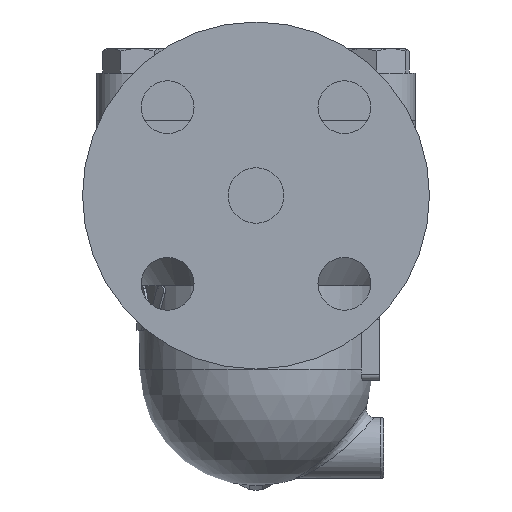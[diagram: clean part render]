
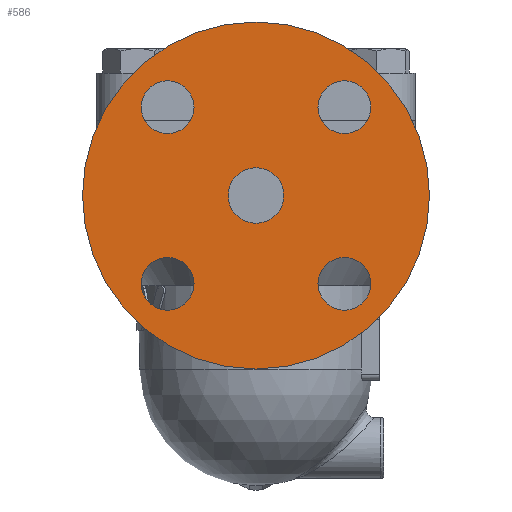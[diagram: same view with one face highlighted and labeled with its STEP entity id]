
A CAD part, left-side view. The second image highlights one B-rep face of the part: STEP entity #586.
In plain terms, the highlighted free-form (B-spline) face has degree [1, 1] with [2, 2] control points.
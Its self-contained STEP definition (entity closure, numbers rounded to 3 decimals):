
#105=CARTESIAN_POINT('',(-144.5,0.,-37.));
#106=VERTEX_POINT('',#105);
#107=CARTESIAN_POINT('',(-144.5,0.0,-27.));
#108=DIRECTION('',(1.0,0.0,0.0));
#109=DIRECTION('',(0.0,0.0,1.0));
#110=AXIS2_PLACEMENT_3D('',#107,#108,#109);
#111=CIRCLE('',#110,10.0);
#112=EDGE_CURVE('',#106,#106,#111,.T.);
#142=CARTESIAN_POINT('',(-144.5,-22.32,4.82));
#143=VERTEX_POINT('',#142);
#144=CARTESIAN_POINT('',(-144.5,-31.82,4.82));
#145=DIRECTION('',(1.0,0.0,0.0));
#146=DIRECTION('',(0.0,1.0,0.0));
#147=AXIS2_PLACEMENT_3D('',#144,#145,#146);
#148=CIRCLE('',#147,9.5);
#149=EDGE_CURVE('',#143,#143,#148,.T.);
#170=CARTESIAN_POINT('',(-144.5,-31.82,-49.32));
#171=VERTEX_POINT('',#170);
#172=CARTESIAN_POINT('',(-144.5,-31.82,-58.82));
#173=DIRECTION('',(1.0,0.0,0.0));
#174=DIRECTION('',(0.0,0.0,1.0));
#175=AXIS2_PLACEMENT_3D('',#172,#173,#174);
#176=CIRCLE('',#175,9.5);
#177=EDGE_CURVE('',#171,#171,#176,.T.);
#198=CARTESIAN_POINT('',(-144.5,22.32,-58.82));
#199=VERTEX_POINT('',#198);
#200=CARTESIAN_POINT('',(-144.5,31.82,-58.82));
#201=DIRECTION('',(1.0,0.0,0.0));
#202=DIRECTION('',(0.0,-1.0,0.0));
#203=AXIS2_PLACEMENT_3D('',#200,#201,#202);
#204=CIRCLE('',#203,9.5);
#205=EDGE_CURVE('',#199,#199,#204,.T.);
#226=CARTESIAN_POINT('',(-144.5,31.82,-4.68));
#227=VERTEX_POINT('',#226);
#228=CARTESIAN_POINT('',(-144.5,31.82,4.82));
#229=DIRECTION('',(1.0,0.0,0.0));
#230=DIRECTION('',(0.0,0.0,-1.0));
#231=AXIS2_PLACEMENT_3D('',#228,#229,#230);
#232=CIRCLE('',#231,9.5);
#233=EDGE_CURVE('',#227,#227,#232,.T.);
#345=CARTESIAN_POINT('',(-144.5,0.0,35.5));
#346=VERTEX_POINT('',#345);
#347=CARTESIAN_POINT('',(-144.5,0.0,-27.));
#348=DIRECTION('',(-1.0,0.0,0.0));
#349=DIRECTION('',(0.0,0.0,1.0));
#350=AXIS2_PLACEMENT_3D('',#347,#348,#349);
#351=CIRCLE('',#350,62.5);
#352=EDGE_CURVE('',#346,#346,#351,.T.);
#563=CARTESIAN_POINT('',(-144.5,62.5,35.5));
#564=CARTESIAN_POINT('',(-144.5,62.5,-89.5));
#565=CARTESIAN_POINT('',(-144.5,-62.5,35.5));
#566=CARTESIAN_POINT('',(-144.5,-62.5,-89.5));
#567=B_SPLINE_SURFACE_WITH_KNOTS('',1,1,((#563,#565),(#564,#566)),.UNSPECIFIED.,.F.,.F.,.U.,(2,2),(2,2),(0.0,125.0),(0.0,125.0),.UNSPECIFIED.);
#568=ORIENTED_EDGE('',*,*,#352,.T.);
#569=EDGE_LOOP('',(#568));
#570=FACE_OUTER_BOUND('',#569,.T.);
#571=ORIENTED_EDGE('',*,*,#112,.T.);
#572=EDGE_LOOP('',(#571));
#573=FACE_BOUND('',#572,.T.);
#574=ORIENTED_EDGE('',*,*,#149,.T.);
#575=EDGE_LOOP('',(#574));
#576=FACE_BOUND('',#575,.T.);
#577=ORIENTED_EDGE('',*,*,#177,.T.);
#578=EDGE_LOOP('',(#577));
#579=FACE_BOUND('',#578,.T.);
#580=ORIENTED_EDGE('',*,*,#205,.T.);
#581=EDGE_LOOP('',(#580));
#582=FACE_BOUND('',#581,.T.);
#583=ORIENTED_EDGE('',*,*,#233,.T.);
#584=EDGE_LOOP('',(#583));
#585=FACE_BOUND('',#584,.T.);
#586=ADVANCED_FACE('',(#570,#573,#576,#579,#582,#585),#567,.T.);
